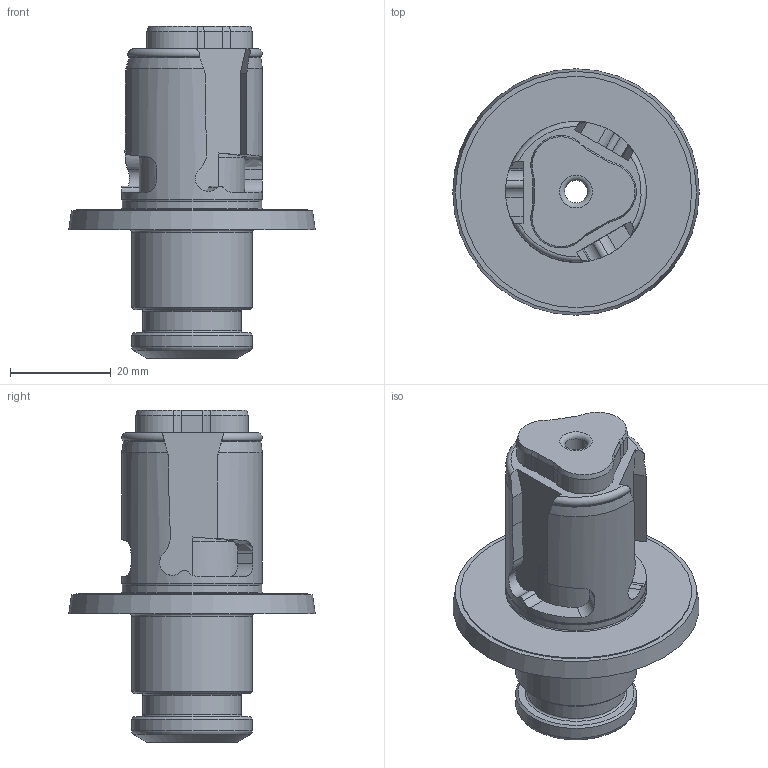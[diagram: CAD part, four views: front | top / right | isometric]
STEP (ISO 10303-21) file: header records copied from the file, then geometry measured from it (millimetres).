
FILE_DESCRIPTION(/* description */ (''),/* implementation_level */ '2;1');
FILE_NAME(/* name */ '835003150.stp',/* time_stamp */ '2022-05-10T15:05:33',/* author */ ('LRA'),/* organization */ ('REGO-FIX'),/* preprocessor_version */ ' Unknown',/* originating_system */ 'SIEMENS PLM Software Solid Edge ST10',/* authorization */ 'Unknown');
FILE_SCHEMA (('AUTOMOTIVE_DESIGN { 1 0 10303 214 2 1 1}'));
Length unit declared in the file: millimetre
Products named in the file (1): 0022882
Bounding box: 49 x 49 x 66 mm (x, y, z)
Volume: 26759.1 mm3; surface area: 12370.5 mm2
Topology: 1 solids, 1 shells, 117 faces, 300 edges, 192 vertices
Faces by surface type: plane 39, cylinder 36, cone 19, torus 14, bspline 9
Full cylindrical faces by diameter (mm): 4.5 x1, 15 x1, 19.5 x1, 24 x2, 27.8 x1, 28 x1, 46 x1
Entity records: 3684 total; most frequent: CARTESIAN_POINT 1008, ORIENTED_EDGE 540, DIRECTION 531, EDGE_CURVE 270, AXIS2_PLACEMENT_3D 213, VERTEX_POINT 186, EDGE_LOOP 148, FACE_BOUND 148
